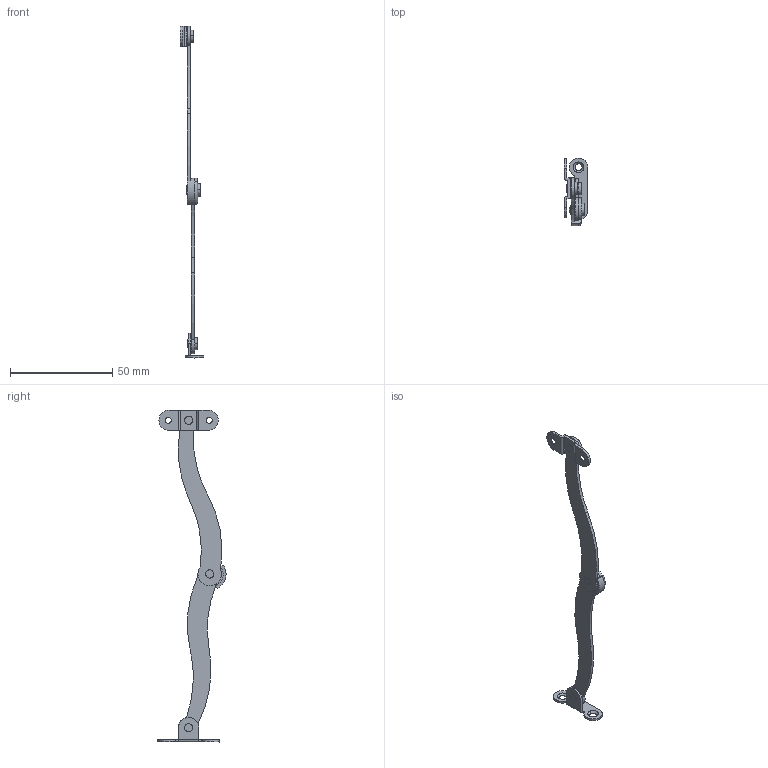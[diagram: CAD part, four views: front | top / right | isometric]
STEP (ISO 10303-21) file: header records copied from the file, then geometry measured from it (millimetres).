
FILE_DESCRIPTION((''),'2;1');
FILE_NAME('','2005-04-20T11:28:31',(''),(''),'','CADfix','');
FILE_SCHEMA(('AUTOMOTIVE_DESIGN'));
Length unit declared in the file: millimetre
Products named in the file (12): rivet_3_mr; rivet_1_mr; rivet_2_mr; washer_mr-2; washer_mr-1; arm_mr-1; washer_mr; stopper_mr; bracket_B_mr; bracket_A_mr; arm_mr; TM_22_R_31265_36
Assembly tree (11 placements, depth 2):
  TM_22_R_31265_36
    rivet_3_mr
    rivet_1_mr
    rivet_2_mr
    washer_mr-2
    washer_mr-1
    arm_mr-1
    washer_mr
    stopper_mr
    bracket_B_mr
    bracket_A_mr
    arm_mr
Bounding box: 11.5 x 33.26 x 162 mm (x, y, z)
Volume: 3499.2 mm3; surface area: 6402.6 mm2
Topology: 11 solids, 11 shells, 138 faces, 438 edges, 328 vertices
Faces by surface type: bspline 138
Entity records: 5646 total; most frequent: CARTESIAN_POINT 2976, ORIENTED_EDGE 876, EDGE_CURVE 438, VERTEX_POINT 328, EDGE_LOOP 172, QUASI_UNIFORM_CURVE 153, FACE_OUTER_BOUND 138, ADVANCED_FACE 138
